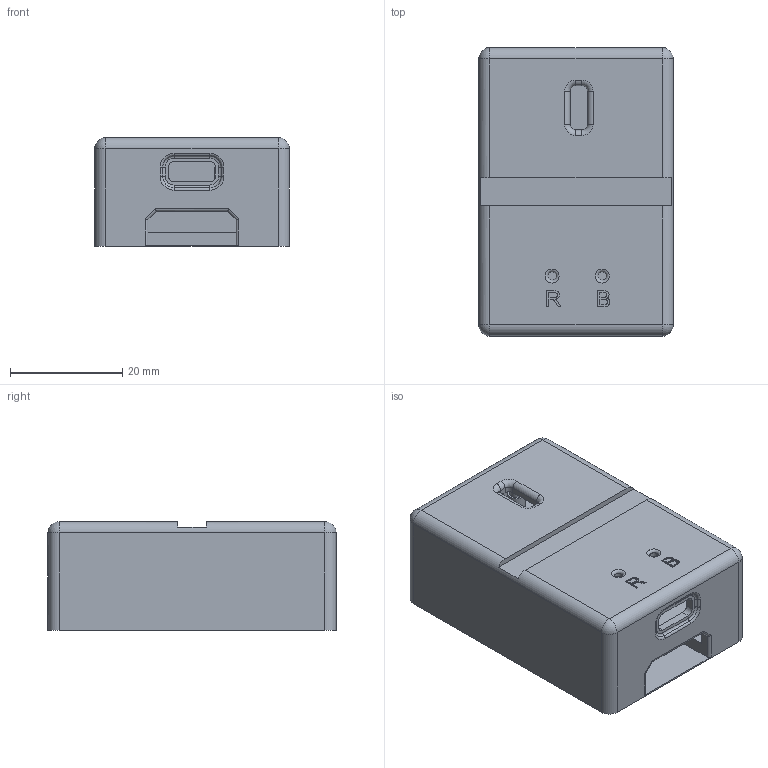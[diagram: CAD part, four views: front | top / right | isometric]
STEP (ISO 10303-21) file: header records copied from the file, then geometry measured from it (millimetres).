
FILE_DESCRIPTION(/* description */ (''),/* implementation_level */ '2;1');
FILE_NAME(/* name */ 'MoniBee Case v17.step',/* time_stamp */ '2025-05-08T17:16:33+02:00',/* author */ (''),/* organization */ (''),/* preprocessor_version */ 'ST-DEVELOPER v20.1',/* originating_system */ 'Autodesk Translation Framework v14.4.0.0',/* authorisation */ '');
FILE_SCHEMA (('AUTOMOTIVE_DESIGN { 1 0 10303 214 3 1 1 }'));
Length unit declared in the file: millimetre
Products named in the file (4): MoniBee Case; MoniBeeHardwareVEML7700; MoniBeeHardwareESP32; MoniBeeHardwareHDMI
Assembly tree (3 placements, depth 2):
  MoniBee Case
    MoniBeeHardwareVEML7700
    MoniBeeHardwareESP32
    MoniBeeHardwareHDMI
Bounding box: 34.71 x 51.43 x 19.45 mm (x, y, z)
Volume: 13751.2 mm3; surface area: 15999.5 mm2
Topology: 3 solids, 3 shells, 227 faces, 594 edges, 383 vertices
Faces by surface type: plane 125, bspline 44, cylinder 42, torus 12, sphere 4
Full cylindrical faces by diameter (mm): 1.5 x2, 2.35 x2, 3 x1, 3.148 x2, 3.5 x2
Entity records: 7631 total; most frequent: CARTESIAN_POINT 2123, ORIENTED_EDGE 1188, DIRECTION 993, EDGE_CURVE 594, LINE 399, VECTOR 399, VERTEX_POINT 383, AXIS2_PLACEMENT_3D 297
